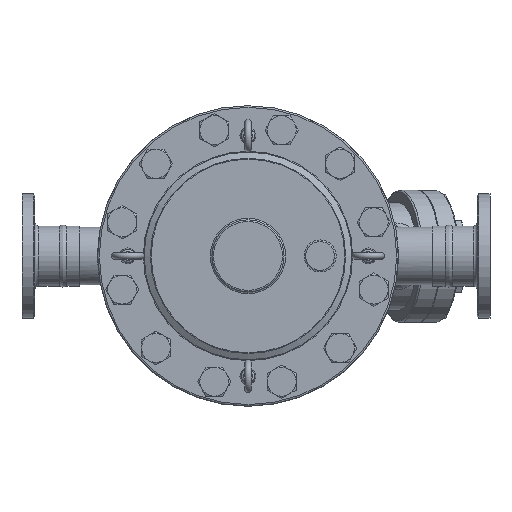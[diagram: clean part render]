
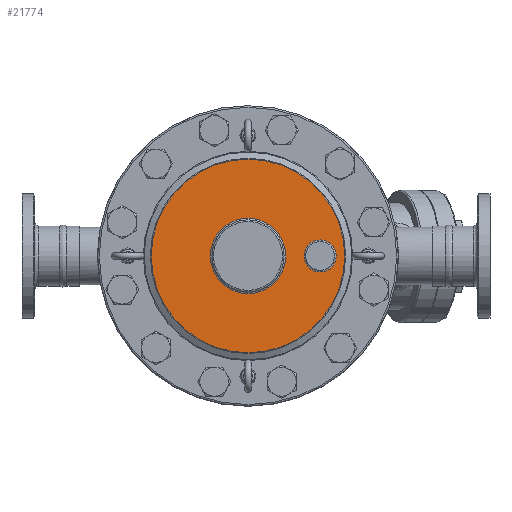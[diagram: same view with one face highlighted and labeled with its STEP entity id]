
A CAD part, top view. The second image highlights one B-rep face of the part: STEP entity #21774.
In plain terms, the highlighted planar face has unit normal (0, 0, 1).
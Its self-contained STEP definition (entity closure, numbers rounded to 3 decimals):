
#21712=CARTESIAN_POINT('',(110.0,0.,76.));
#21713=VERTEX_POINT('',#21712);
#21714=CARTESIAN_POINT('',(90.0,0.0,76.));
#21715=DIRECTION('',(0.0,0.0,1.0));
#21716=DIRECTION('',(-1.0,0.0,0.0));
#21717=AXIS2_PLACEMENT_3D('',#21714,#21715,#21716);
#21718=CIRCLE('',#21717,20.0);
#21719=EDGE_CURVE('',#21713,#21713,#21718,.T.);
#21744=CARTESIAN_POINT('',(60.67,0.0,76.));
#21745=DIRECTION('',(0.0,0.0,1.0));
#21746=DIRECTION('',(1.0,0.0,0.0));
#21747=AXIS2_PLACEMENT_3D('',#21744,#21745,#21746);
#21748=PLANE('',#21747);
#21749=CARTESIAN_POINT('',(120.804,0.,76.));
#21750=VERTEX_POINT('',#21749);
#21751=CARTESIAN_POINT('',(0.,0.0,76.));
#21752=DIRECTION('',(0.0,0.0,-1.0));
#21753=DIRECTION('',(-1.0,0.0,0.0));
#21754=AXIS2_PLACEMENT_3D('',#21751,#21752,#21753);
#21755=CIRCLE('',#21754,120.804);
#21756=EDGE_CURVE('',#21750,#21750,#21755,.T.);
#21757=ORIENTED_EDGE('',*,*,#21756,.F.);
#21758=EDGE_LOOP('',(#21757));
#21759=FACE_OUTER_BOUND('',#21758,.T.);
#21760=CARTESIAN_POINT('',(47.0,0.,76.));
#21761=VERTEX_POINT('',#21760);
#21762=CARTESIAN_POINT('',(0.,0.0,76.));
#21763=DIRECTION('',(0.0,0.0,1.0));
#21764=DIRECTION('',(-1.0,0.0,0.0));
#21765=AXIS2_PLACEMENT_3D('',#21762,#21763,#21764);
#21766=CIRCLE('',#21765,47.0);
#21767=EDGE_CURVE('',#21761,#21761,#21766,.T.);
#21768=ORIENTED_EDGE('',*,*,#21767,.F.);
#21769=EDGE_LOOP('',(#21768));
#21770=FACE_BOUND('',#21769,.T.);
#21771=ORIENTED_EDGE('',*,*,#21719,.F.);
#21772=EDGE_LOOP('',(#21771));
#21773=FACE_BOUND('',#21772,.T.);
#21774=ADVANCED_FACE('',(#21759,#21770,#21773),#21748,.T.);
